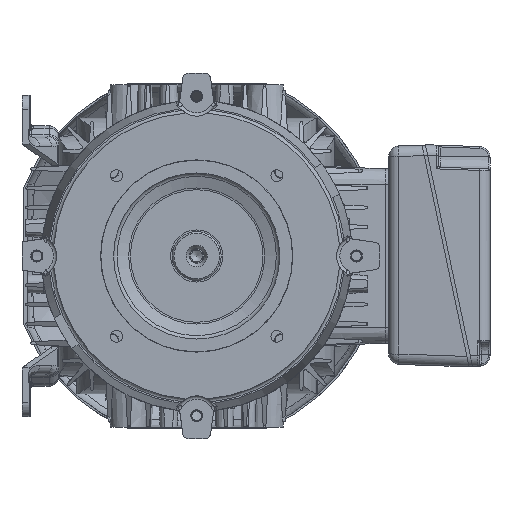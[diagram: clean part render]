
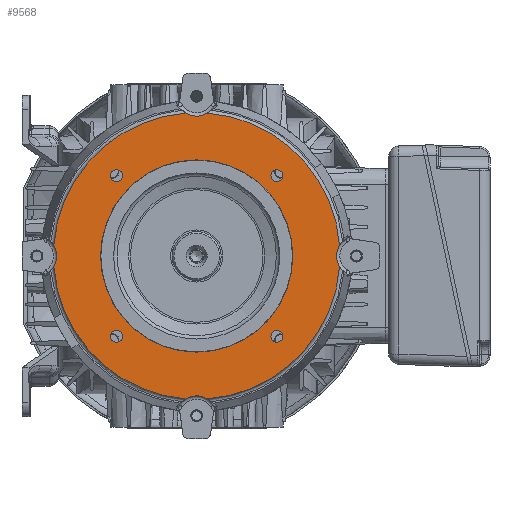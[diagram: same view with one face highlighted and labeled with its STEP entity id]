
A CAD part, front view. The second image highlights one B-rep face of the part: STEP entity #9568.
In plain terms, the highlighted planar face has unit normal (0, -1, 0).
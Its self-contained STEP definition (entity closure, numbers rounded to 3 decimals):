
#9568 = ADVANCED_FACE( '', ( #19683, #19684, #19685, #19686, #19687, #19688 ), #19689, .T. );
#19683 = FACE_BOUND( '', #66252, .T. );
#19684 = FACE_BOUND( '', #66253, .T. );
#19685 = FACE_BOUND( '', #66254, .T. );
#19686 = FACE_BOUND( '', #66255, .T. );
#19687 = FACE_OUTER_BOUND( '', #66256, .T. );
#19688 = FACE_BOUND( '', #66257, .T. );
#19689 = PLANE( '', #66258 );
#66252 = EDGE_LOOP( '', ( #94053 ) );
#66253 = EDGE_LOOP( '', ( #94054 ) );
#66254 = EDGE_LOOP( '', ( #94055 ) );
#66255 = EDGE_LOOP( '', ( #94056 ) );
#66256 = EDGE_LOOP( '', ( #94057, #94058, #94059, #94060, #94061, #94062, #94063, #94064 ) );
#66257 = EDGE_LOOP( '', ( #94065 ) );
#66258 = AXIS2_PLACEMENT_3D( '', #94066, #94067, #94068 );
#94053 = ORIENTED_EDGE( '', *, *, #102468, .F. );
#94054 = ORIENTED_EDGE( '', *, *, #103578, .F. );
#94055 = ORIENTED_EDGE( '', *, *, #96021, .F. );
#94056 = ORIENTED_EDGE( '', *, *, #105252, .F. );
#94057 = ORIENTED_EDGE( '', *, *, #104227, .T. );
#94058 = ORIENTED_EDGE( '', *, *, #99699, .F. );
#94059 = ORIENTED_EDGE( '', *, *, #97883, .T. );
#94060 = ORIENTED_EDGE( '', *, *, #101728, .F. );
#94061 = ORIENTED_EDGE( '', *, *, #103071, .T. );
#94062 = ORIENTED_EDGE( '', *, *, #99899, .F. );
#94063 = ORIENTED_EDGE( '', *, *, #105212, .T. );
#94064 = ORIENTED_EDGE( '', *, *, #96416, .F. );
#94065 = ORIENTED_EDGE( '', *, *, #97553, .F. );
#94066 = CARTESIAN_POINT( '', ( -55., -170.05, 0. ) );
#94067 = DIRECTION( '', ( 0., -1., 0. ) );
#94068 = DIRECTION( '', ( 1., 0., 0. ) );
#96021 = EDGE_CURVE( '', #108429, #108429, #108430, .T. );
#96416 = EDGE_CURVE( '', #109097, #109099, #109100, .T. );
#97553 = EDGE_CURVE( '', #111015, #111015, #111016, .T. );
#97883 = EDGE_CURVE( '', #111551, #111549, #111552, .T. );
#99699 = EDGE_CURVE( '', #111551, #114394, #114395, .T. );
#99899 = EDGE_CURVE( '', #114681, #114683, #114684, .T. );
#101728 = EDGE_CURVE( '', #117289, #111549, #117291, .T. );
#102468 = EDGE_CURVE( '', #118231, #118231, #118232, .T. );
#103071 = EDGE_CURVE( '', #117289, #114683, #119009, .T. );
#103578 = EDGE_CURVE( '', #119611, #119611, #119612, .T. );
#104227 = EDGE_CURVE( '', #109097, #114394, #120360, .T. );
#105212 = EDGE_CURVE( '', #114681, #109099, #121416, .T. );
#105252 = EDGE_CURVE( '', #121459, #121459, #121460, .T. );
#108429 = VERTEX_POINT( '', #130595 );
#108430 = CIRCLE( '', #130596, 3.443 );
#109097 = VERTEX_POINT( '', #132471 );
#109099 = VERTEX_POINT( '', #132474 );
#109100 = CIRCLE( '', #132475, 11.45 );
#111015 = VERTEX_POINT( '', #137990 );
#111016 = CIRCLE( '', #137991, 55.05 );
#111549 = VERTEX_POINT( '', #139752 );
#111551 = VERTEX_POINT( '', #139755 );
#111552 = CIRCLE( '', #139756, 82.05 );
#114394 = VERTEX_POINT( '', #149119 );
#114395 = CIRCLE( '', #149120, 11.45 );
#114681 = VERTEX_POINT( '', #150162 );
#114683 = VERTEX_POINT( '', #150165 );
#114684 = CIRCLE( '', #150166, 11.45 );
#117289 = VERTEX_POINT( '', #158683 );
#117291 = CIRCLE( '', #158686, 11.45 );
#118231 = VERTEX_POINT( '', #161516 );
#118232 = CIRCLE( '', #161517, 3.443 );
#119009 = CIRCLE( '', #164372, 82.05 );
#119611 = VERTEX_POINT( '', #166076 );
#119612 = CIRCLE( '', #166077, 3.443 );
#120360 = CIRCLE( '', #168552, 82.05 );
#121416 = CIRCLE( '', #171179, 82.05 );
#121459 = VERTEX_POINT( '', #171282 );
#121460 = CIRCLE( '', #171283, 3.443 );
#130595 = CARTESIAN_POINT( '', ( 49.404, -170.05, 45.962 ) );
#130596 = AXIS2_PLACEMENT_3D( '', #173441, #173442, #173443 );
#132471 = CARTESIAN_POINT( '', ( -81.822, -170.05, -6.118 ) );
#132474 = CARTESIAN_POINT( '', ( -81.822, -170.05, 6.118 ) );
#132475 = AXIS2_PLACEMENT_3D( '', #173867, #173868, #173869 );
#137990 = CARTESIAN_POINT( '', ( 55.05, -170.05, 0. ) );
#137991 = AXIS2_PLACEMENT_3D( '', #175151, #175152, #175153 );
#139752 = CARTESIAN_POINT( '', ( 81.822, -170.05, -6.118 ) );
#139755 = CARTESIAN_POINT( '', ( 6.118, -170.05, -81.822 ) );
#139756 = AXIS2_PLACEMENT_3D( '', #175503, #175504, #175505 );
#149119 = CARTESIAN_POINT( '', ( -6.118, -170.05, -81.822 ) );
#149120 = AXIS2_PLACEMENT_3D( '', #177418, #177419, #177420 );
#150162 = CARTESIAN_POINT( '', ( -6.118, -170.05, 81.822 ) );
#150165 = CARTESIAN_POINT( '', ( 6.118, -170.05, 81.822 ) );
#150166 = AXIS2_PLACEMENT_3D( '', #177602, #177603, #177604 );
#158683 = CARTESIAN_POINT( '', ( 81.822, -170.05, 6.118 ) );
#158686 = AXIS2_PLACEMENT_3D( '', #179521, #179522, #179523 );
#161516 = CARTESIAN_POINT( '', ( -42.519, -170.05, -45.962 ) );
#161517 = AXIS2_PLACEMENT_3D( '', #180173, #180174, #180175 );
#164372 = AXIS2_PLACEMENT_3D( '', #180693, #180694, #180695 );
#166076 = CARTESIAN_POINT( '', ( 49.404, -170.05, -45.962 ) );
#166077 = AXIS2_PLACEMENT_3D( '', #181087, #181088, #181089 );
#168552 = AXIS2_PLACEMENT_3D( '', #181610, #181611, #181612 );
#171179 = AXIS2_PLACEMENT_3D( '', #182172, #182173, #182174 );
#171282 = CARTESIAN_POINT( '', ( -42.519, -170.05, 45.962 ) );
#171283 = AXIS2_PLACEMENT_3D( '', #182185, #182186, #182187 );
#173441 = CARTESIAN_POINT( '', ( 45.962, -170.05, 45.962 ) );
#173442 = DIRECTION( '', ( 0., -1., 0. ) );
#173443 = DIRECTION( '', ( 1., 0., 0. ) );
#173867 = CARTESIAN_POINT( '', ( -91.5, -170.05, 0. ) );
#173868 = DIRECTION( '', ( 0., -1., 0. ) );
#173869 = DIRECTION( '', ( 1., 0., 0. ) );
#175151 = CARTESIAN_POINT( '', ( 0., -170.05, 0. ) );
#175152 = DIRECTION( '', ( 0., -1., 0. ) );
#175153 = DIRECTION( '', ( 1., 0., 0. ) );
#175503 = CARTESIAN_POINT( '', ( 0., -170.05, 0. ) );
#175504 = DIRECTION( '', ( 0., -1., 0. ) );
#175505 = DIRECTION( '', ( 1., 0., 0. ) );
#177418 = CARTESIAN_POINT( '', ( 0., -170.05, -91.5 ) );
#177419 = DIRECTION( '', ( 0., -1., 0. ) );
#177420 = DIRECTION( '', ( 1., 0., 0. ) );
#177602 = CARTESIAN_POINT( '', ( 0., -170.05, 91.5 ) );
#177603 = DIRECTION( '', ( 0., -1., 0. ) );
#177604 = DIRECTION( '', ( 1., 0., 0. ) );
#179521 = CARTESIAN_POINT( '', ( 91.5, -170.05, 0. ) );
#179522 = DIRECTION( '', ( 0., -1., 0. ) );
#179523 = DIRECTION( '', ( 1., 0., 0. ) );
#180173 = CARTESIAN_POINT( '', ( -45.962, -170.05, -45.962 ) );
#180174 = DIRECTION( '', ( 0., -1., 0. ) );
#180175 = DIRECTION( '', ( 1., 0., 0. ) );
#180693 = CARTESIAN_POINT( '', ( 0., -170.05, 0. ) );
#180694 = DIRECTION( '', ( 0., -1., 0. ) );
#180695 = DIRECTION( '', ( 1., 0., 0. ) );
#181087 = CARTESIAN_POINT( '', ( 45.962, -170.05, -45.962 ) );
#181088 = DIRECTION( '', ( 0., -1., 0. ) );
#181089 = DIRECTION( '', ( 1., 0., 0. ) );
#181610 = CARTESIAN_POINT( '', ( 0., -170.05, 0. ) );
#181611 = DIRECTION( '', ( 0., -1., 0. ) );
#181612 = DIRECTION( '', ( 1., 0., 0. ) );
#182172 = CARTESIAN_POINT( '', ( 0., -170.05, 0. ) );
#182173 = DIRECTION( '', ( 0., -1., 0. ) );
#182174 = DIRECTION( '', ( 1., 0., 0. ) );
#182185 = CARTESIAN_POINT( '', ( -45.962, -170.05, 45.962 ) );
#182186 = DIRECTION( '', ( 0., -1., 0. ) );
#182187 = DIRECTION( '', ( 1., 0., 0. ) );
